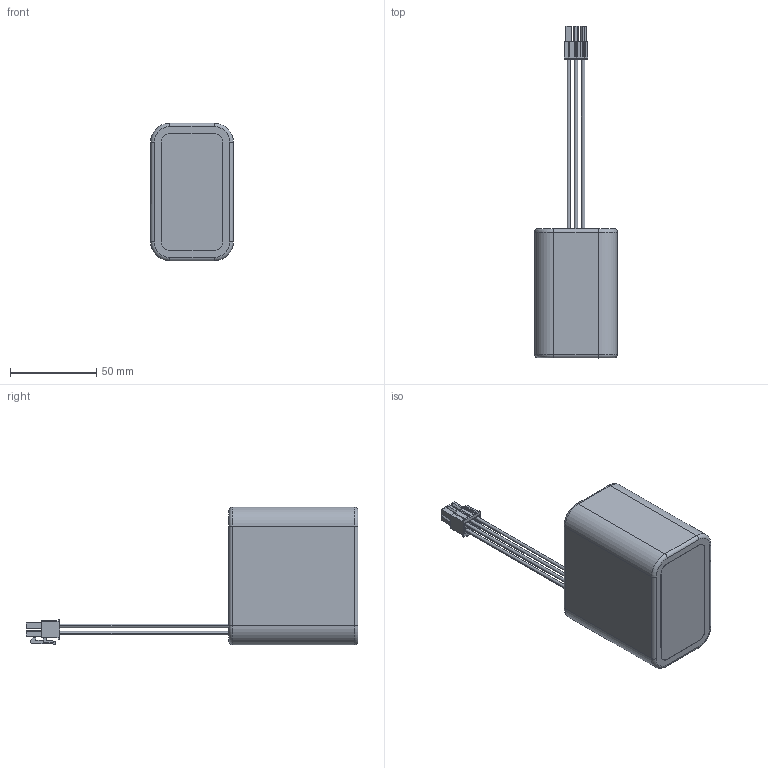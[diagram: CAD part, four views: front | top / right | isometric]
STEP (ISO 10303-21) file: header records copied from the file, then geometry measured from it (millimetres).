
FILE_DESCRIPTION((''),'2;1');
FILE_NAME('2S3P-3S2P','2024-12-10T14:33:59',('rd05'),(''),'CREO PARAMETRIC BY PTC INC, 2018050','CREO PARAMETRIC BY PTC INC, 2018050','');
FILE_SCHEMA(('CONFIG_CONTROL_DESIGN','GEOMETRIC_VALIDATION_PROPERTIES_MIM'));
Length unit declared in the file: millimetre
Products named in the file (1): 2S3P-3S2P
Bounding box: 48.01 x 192.9 x 80.01 mm (x, y, z)
Volume: 282815 mm3; surface area: 30424.7 mm2
Topology: 1 solids, 1 shells, 272 faces, 747 edges, 497 vertices
Faces by surface type: plane 225, cylinder 39, torus 8
Entity records: 9013 total; most frequent: CARTESIAN_POINT 1518, ORIENTED_EDGE 1494, DIRECTION 1396, EDGE_CURVE 747, VECTOR 642, LINE 642, VERTEX_POINT 497, AXIS2_PLACEMENT_3D 377
